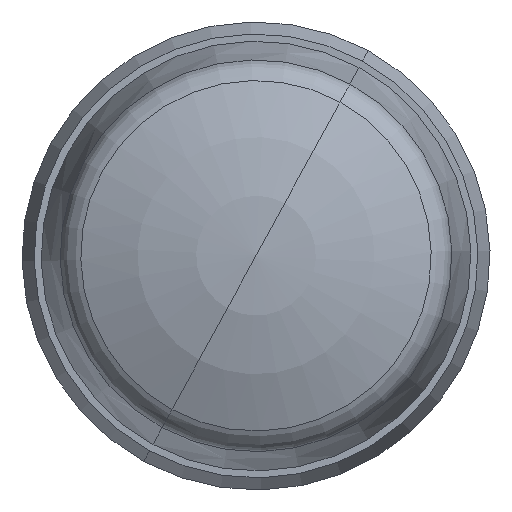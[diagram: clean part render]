
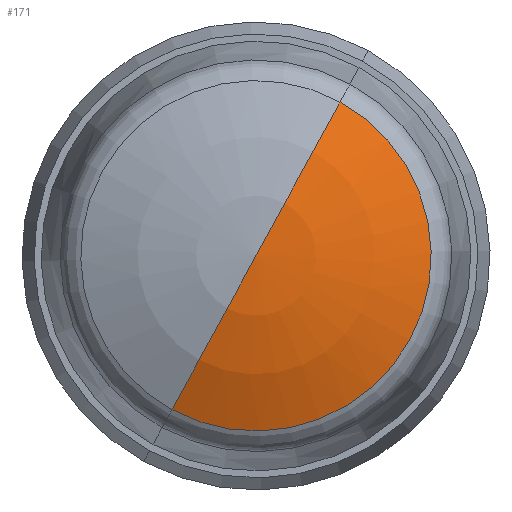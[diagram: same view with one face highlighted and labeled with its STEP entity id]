
A CAD part, top view. The second image highlights one B-rep face of the part: STEP entity #171.
In plain terms, the highlighted toroidal (fillet/blend) face has major radius 2.397 mm and minor radius 122.351 mm.
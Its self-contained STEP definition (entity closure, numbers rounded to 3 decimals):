
#118=AXIS2_PLACEMENT_3D('Circle Axis2P3D',#116,#117,$) ;
#132=AXIS2_PLACEMENT_3D('Torus Axis2P3D',#129,#130,#131) ;
#136=AXIS2_PLACEMENT_3D('Circle Axis2P3D',#134,#135,$) ;
#143=AXIS2_PLACEMENT_3D('Circle Axis2P3D',#141,#142,$) ;
#49=CARTESIAN_POINT('Vertex',(43.744,23.403,78.866)) ;
#56=CARTESIAN_POINT('Vertex',(92.73,113.071,78.866)) ;
#116=CARTESIAN_POINT('Axis2P3D Location',(68.237,68.237,78.866)) ;
#129=CARTESIAN_POINT('Axis2P3D Location',(68.237,68.237,-33.379)) ;
#134=CARTESIAN_POINT('Axis2P3D Location',(67.088,66.134,-33.379)) ;
#138=CARTESIAN_POINT('Vertex',(68.237,68.237,88.949)) ;
#141=CARTESIAN_POINT('Axis2P3D Location',(69.386,70.34,-33.379)) ;
#117=DIRECTION('Axis2P3D Direction',(0.,0.,-1.)) ;
#130=DIRECTION('Axis2P3D Direction',(0.,0.,-1.)) ;
#131=DIRECTION('Axis2P3D XDirection',(0.479,0.878,0.)) ;
#135=DIRECTION('Axis2P3D Direction',(0.878,-0.479,0.)) ;
#142=DIRECTION('Axis2P3D Direction',(-0.878,0.479,0.)) ;
#167=ORIENTED_EDGE('',*,*,#120,.F.) ;
#168=ORIENTED_EDGE('',*,*,#145,.T.) ;
#169=ORIENTED_EDGE('',*,*,#140,.F.) ;
#171=ADVANCED_FACE('ANTENNE_1',(#170),#133,.T.) ;
#119=CIRCLE('generated circle',#118,51.088) ;
#137=CIRCLE('generated circle',#136,122.351) ;
#144=CIRCLE('generated circle',#143,122.351) ;
#133=DEGENERATE_TOROIDAL_SURFACE('homeo Torus',#132,2.397,122.351,.T.) ;
#120=EDGE_CURVE('',#57,#50,#119,.T.) ;
#140=EDGE_CURVE('',#50,#139,#137,.F.) ;
#145=EDGE_CURVE('',#57,#139,#144,.F.) ;
#166=EDGE_LOOP('',(#167,#168,#169)) ;
#170=FACE_OUTER_BOUND('',#166,.T.) ;
#50=VERTEX_POINT('',#49) ;
#57=VERTEX_POINT('',#56) ;
#139=VERTEX_POINT('',#138) ;
